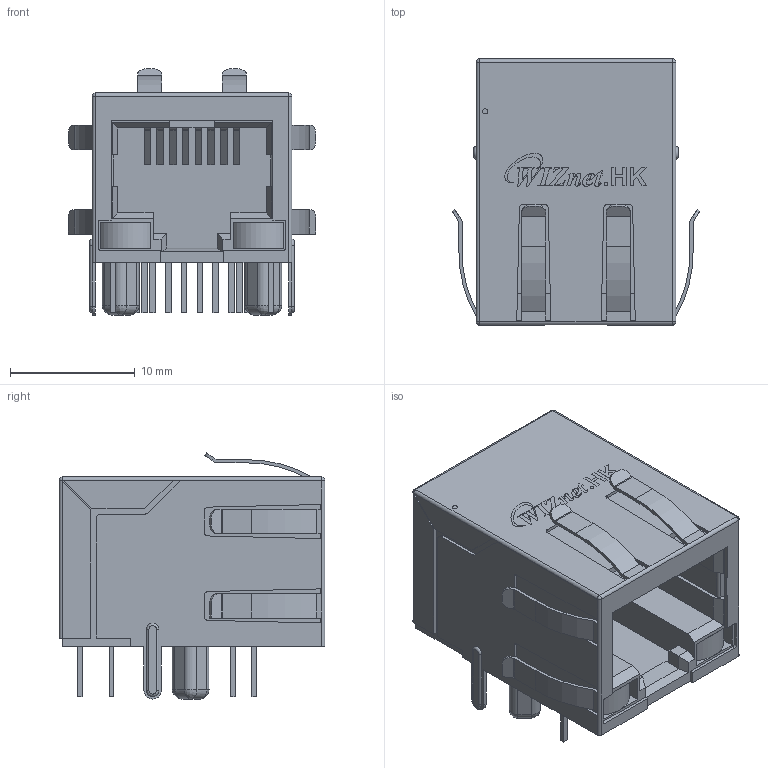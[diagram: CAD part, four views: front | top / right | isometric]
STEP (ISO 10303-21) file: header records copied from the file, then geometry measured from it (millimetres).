
FILE_DESCRIPTION(/* description */ (''),/* implementation_level */ '2;1');
FILE_NAME(/* name */ 'WIZnet J1B1211CCD.stp',/* time_stamp */ '2021-04-19T19:44:08-04:00',/* author */ ('rabri'),/* organization */ (''),/* preprocessor_version */ 'ST-DEVELOPER v18',/* originating_system */ 'Autodesk Inventor 2020',/* authorisation */ '');
FILE_SCHEMA (('AUTOMOTIVE_DESIGN { 1 0 10303 214 3 1 1 }'));
Length unit declared in the file: millimetre
Products named in the file (7): Amphenol RJSBE-5380-C1; body; logo; terminal; yellow led; green led; shell_
Assembly tree (6 placements, depth 2):
  Amphenol RJSBE-5380-C1
    body
    logo
    terminal
    yellow led
    green led
    shell_
Bounding box: 19.86 x 21.3 x 19.73 mm (x, y, z)
Volume: 3312.9 mm3; surface area: 4986.4 mm2
Topology: 34 solids, 34 shells, 649 faces, 1689 edges, 1094 vertices
Faces by surface type: plane 462, cylinder 102, bspline 77, torus 4, sphere 4
Full cylindrical faces by diameter (mm): 0.283 x1, 0.417 x1
Entity records: 20625 total; most frequent: CARTESIAN_POINT 4746, ORIENTED_EDGE 3362, DIRECTION 2953, EDGE_CURVE 1681, LINE 1327, VECTOR 1327, VERTEX_POINT 1094, AXIS2_PLACEMENT_3D 813
